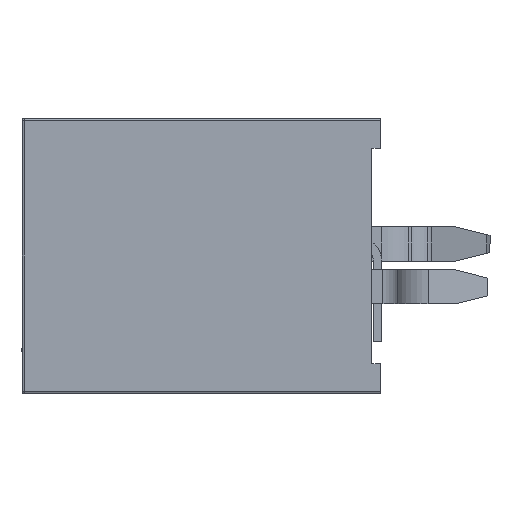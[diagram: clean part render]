
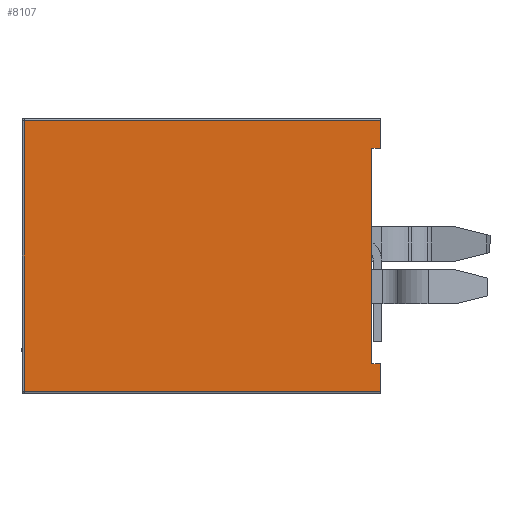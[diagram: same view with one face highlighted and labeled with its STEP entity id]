
A CAD part, left-side view. The second image highlights one B-rep face of the part: STEP entity #8107.
In plain terms, the highlighted planar face has unit normal (-1, 0, 0).
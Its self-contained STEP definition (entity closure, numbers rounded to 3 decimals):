
#557 = CARTESIAN_POINT ( 'NONE',  ( -8.88, -4.2, 4.9 ) ) ;
#989 = LINE ( 'NONE', #7941, #27555 ) ;
#1011 = VECTOR ( 'NONE', #23385, 1000. ) ;
#1182 = AXIS2_PLACEMENT_3D ( 'NONE', #20239, #31532, #25844 ) ;
#1824 = CARTESIAN_POINT ( 'NONE',  ( -8.88, 4.15, 5.027 ) ) ;
#2696 = CARTESIAN_POINT ( 'NONE',  ( -8.88, -4.2, -1.45 ) ) ;
#2841 = CARTESIAN_POINT ( 'NONE',  ( -8.88, -4.367, -0.8 ) ) ;
#3940 = PLANE ( 'NONE',  #1182 ) ;
#4141 = LINE ( 'NONE', #34674, #35402 ) ;
#4604 = VECTOR ( 'NONE', #27477, 1000. ) ;
#4679 = VERTEX_POINT ( 'NONE', #19691 ) ;
#4961 = VERTEX_POINT ( 'NONE', #12955 ) ;
#5166 = CARTESIAN_POINT ( 'NONE',  ( -8.88, 4.15, 4.9 ) ) ;
#5552 = ORIENTED_EDGE ( 'NONE', *, *, #28848, .F. ) ;
#5937 = CARTESIAN_POINT ( 'NONE',  ( -8.88, -4.367, -1.45 ) ) ;
#6005 = DIRECTION ( 'NONE',  ( 0., -1., 0. ) ) ;
#7723 = EDGE_CURVE ( 'NONE', #13577, #33762, #26855, .T. ) ;
#7941 = CARTESIAN_POINT ( 'NONE',  ( -8.88, -4.2, 5.027 ) ) ;
#8107 = ADVANCED_FACE ( 'NONE', ( #16139 ), #3940, .F. ) ;
#8997 = VERTEX_POINT ( 'NONE', #19083 ) ;
#9017 = EDGE_CURVE ( 'NONE', #8997, #29319, #989, .T. ) ;
#10173 = VECTOR ( 'NONE', #18321, 1000. ) ;
#11922 = LINE ( 'NONE', #2841, #4604 ) ;
#12351 = VECTOR ( 'NONE', #18101, 1000. ) ;
#12955 = CARTESIAN_POINT ( 'NONE',  ( -8.88, 4.15, -1.45 ) ) ;
#13444 = CARTESIAN_POINT ( 'NONE',  ( -8.88, -4.2, 4.25 ) ) ;
#13564 = VERTEX_POINT ( 'NONE', #13444 ) ;
#13577 = VERTEX_POINT ( 'NONE', #5166 ) ;
#15706 = EDGE_CURVE ( 'NONE', #4961, #13577, #30794, .T. ) ;
#15728 = LINE ( 'NONE', #5937, #33305 ) ;
#16139 = FACE_OUTER_BOUND ( 'NONE', #28215, .T. ) ;
#17862 = CARTESIAN_POINT ( 'NONE',  ( -8.88, 4.15, 4.9 ) ) ;
#18101 = DIRECTION ( 'NONE',  ( 0., 0., 1. ) ) ;
#18321 = DIRECTION ( 'NONE',  ( 0., -1., 0. ) ) ;
#18465 = EDGE_CURVE ( 'NONE', #29319, #4961, #15728, .T. ) ;
#19042 = VECTOR ( 'NONE', #6005, 1000. ) ;
#19083 = CARTESIAN_POINT ( 'NONE',  ( -8.88, -4.2, -0.8 ) ) ;
#19691 = CARTESIAN_POINT ( 'NONE',  ( -8.88, -4., -0.8 ) ) ;
#20239 = CARTESIAN_POINT ( 'NONE',  ( -8.88, -4.367, 5.027 ) ) ;
#20678 = CARTESIAN_POINT ( 'NONE',  ( -8.88, -4., 5.079 ) ) ;
#20689 = EDGE_CURVE ( 'NONE', #33762, #13564, #4141, .T. ) ;
#21487 = DIRECTION ( 'NONE',  ( 0., 0., -1. ) ) ;
#21557 = ORIENTED_EDGE ( 'NONE', *, *, #20689, .F. ) ;
#21771 = ORIENTED_EDGE ( 'NONE', *, *, #9017, .F. ) ;
#21948 = CARTESIAN_POINT ( 'NONE',  ( -8.88, -3.976, 4.25 ) ) ;
#22472 = CARTESIAN_POINT ( 'NONE',  ( -8.88, -4., 4.25 ) ) ;
#23385 = DIRECTION ( 'NONE',  ( 0., 0., -1. ) ) ;
#23700 = LINE ( 'NONE', #21948, #19042 ) ;
#24734 = DIRECTION ( 'NONE',  ( 0., 1., 0. ) ) ;
#25844 = DIRECTION ( 'NONE',  ( 0., 0., -1. ) ) ;
#26855 = LINE ( 'NONE', #17862, #10173 ) ;
#27084 = DIRECTION ( 'NONE',  ( 0., 0., -1. ) ) ;
#27209 = EDGE_CURVE ( 'NONE', #33787, #4679, #32805, .T. ) ;
#27219 = ORIENTED_EDGE ( 'NONE', *, *, #27209, .F. ) ;
#27232 = ORIENTED_EDGE ( 'NONE', *, *, #18465, .F. ) ;
#27477 = DIRECTION ( 'NONE',  ( 0., -1., 0. ) ) ;
#27555 = VECTOR ( 'NONE', #27084, 1000. ) ;
#28215 = EDGE_LOOP ( 'NONE', ( #27219, #33563, #21557, #34473, #31505, #27232, #21771, #5552 ) ) ;
#28848 = EDGE_CURVE ( 'NONE', #4679, #8997, #11922, .T. ) ;
#29319 = VERTEX_POINT ( 'NONE', #2696 ) ;
#29331 = EDGE_CURVE ( 'NONE', #33787, #13564, #23700, .T. ) ;
#30794 = LINE ( 'NONE', #1824, #12351 ) ;
#31505 = ORIENTED_EDGE ( 'NONE', *, *, #15706, .F. ) ;
#31532 = DIRECTION ( 'NONE',  ( 1., 0., 0. ) ) ;
#32805 = LINE ( 'NONE', #20678, #1011 ) ;
#33305 = VECTOR ( 'NONE', #24734, 1000. ) ;
#33563 = ORIENTED_EDGE ( 'NONE', *, *, #29331, .T. ) ;
#33762 = VERTEX_POINT ( 'NONE', #557 ) ;
#33787 = VERTEX_POINT ( 'NONE', #22472 ) ;
#34473 = ORIENTED_EDGE ( 'NONE', *, *, #7723, .F. ) ;
#34674 = CARTESIAN_POINT ( 'NONE',  ( -8.88, -4.2, 5.027 ) ) ;
#35402 = VECTOR ( 'NONE', #21487, 1000. ) ;
